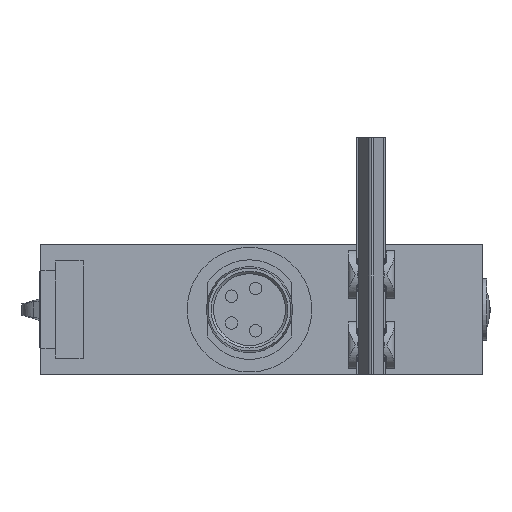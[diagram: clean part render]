
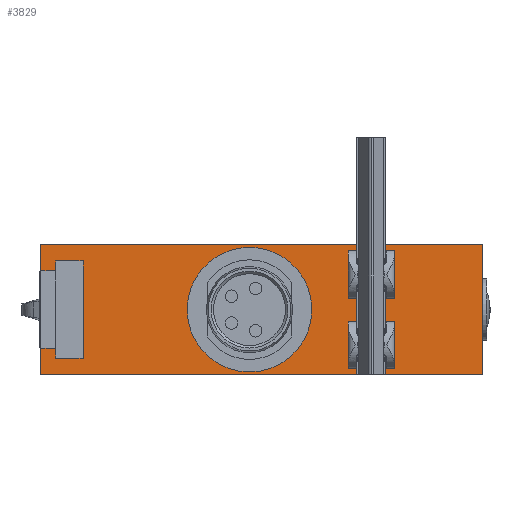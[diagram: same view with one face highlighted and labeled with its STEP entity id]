
A CAD part, front view. The second image highlights one B-rep face of the part: STEP entity #3829.
In plain terms, the highlighted planar face has unit normal (0, -1, 0).
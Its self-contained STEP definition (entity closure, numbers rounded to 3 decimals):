
#149=CIRCLE('',#4023,5.);
#417=ORIENTED_EDGE('',*,*,#982,.T.);
#418=ORIENTED_EDGE('',*,*,#1154,.F.);
#419=ORIENTED_EDGE('',*,*,#1058,.F.);
#420=ORIENTED_EDGE('',*,*,#1155,.F.);
#421=ORIENTED_EDGE('',*,*,#1156,.T.);
#422=ORIENTED_EDGE('',*,*,#1157,.T.);
#423=ORIENTED_EDGE('',*,*,#1056,.F.);
#424=ORIENTED_EDGE('',*,*,#1152,.T.);
#425=ORIENTED_EDGE('',*,*,#1085,.T.);
#426=ORIENTED_EDGE('',*,*,#1089,.T.);
#427=ORIENTED_EDGE('',*,*,#1092,.T.);
#428=ORIENTED_EDGE('',*,*,#1095,.T.);
#429=ORIENTED_EDGE('',*,*,#1098,.T.);
#430=ORIENTED_EDGE('',*,*,#1101,.T.);
#431=ORIENTED_EDGE('',*,*,#1106,.T.);
#432=ORIENTED_EDGE('',*,*,#1151,.T.);
#433=ORIENTED_EDGE('',*,*,#1158,.F.);
#434=ORIENTED_EDGE('',*,*,#1009,.F.);
#435=ORIENTED_EDGE('',*,*,#1159,.T.);
#436=ORIENTED_EDGE('',*,*,#1014,.T.);
#437=ORIENTED_EDGE('',*,*,#1035,.F.);
#438=ORIENTED_EDGE('',*,*,#1025,.F.);
#439=ORIENTED_EDGE('',*,*,#1160,.T.);
#440=ORIENTED_EDGE('',*,*,#1030,.T.);
#441=ORIENTED_EDGE('',*,*,#1161,.F.);
#442=ORIENTED_EDGE('',*,*,#1162,.T.);
#443=ORIENTED_EDGE('',*,*,#1163,.F.);
#444=ORIENTED_EDGE('',*,*,#1164,.F.);
#445=ORIENTED_EDGE('',*,*,#1165,.T.);
#446=ORIENTED_EDGE('',*,*,#1166,.T.);
#447=ORIENTED_EDGE('',*,*,#1167,.F.);
#448=ORIENTED_EDGE('',*,*,#1168,.F.);
#449=ORIENTED_EDGE('',*,*,#1040,.T.);
#982=EDGE_CURVE('',#1365,#1363,#1635,.T.);
#1009=EDGE_CURVE('',#1391,#1392,#1652,.T.);
#1014=EDGE_CURVE('',#1397,#1396,#1653,.T.);
#1025=EDGE_CURVE('',#1407,#1408,#1654,.T.);
#1030=EDGE_CURVE('',#1413,#1412,#1655,.T.);
#1035=EDGE_CURVE('',#1392,#1396,#1656,.T.);
#1040=EDGE_CURVE('',#1420,#1421,#1659,.T.);
#1056=EDGE_CURVE('',#1435,#1436,#1671,.T.);
#1058=EDGE_CURVE('',#1437,#1438,#1673,.T.);
#1085=EDGE_CURVE('',#1465,#1464,#1688,.T.);
#1089=EDGE_CURVE('',#1464,#1467,#1692,.T.);
#1092=EDGE_CURVE('',#1467,#1469,#1695,.T.);
#1095=EDGE_CURVE('',#1469,#1471,#1698,.T.);
#1098=EDGE_CURVE('',#1471,#1473,#1701,.T.);
#1101=EDGE_CURVE('',#1473,#1475,#1704,.T.);
#1106=EDGE_CURVE('',#1475,#1479,#1709,.T.);
#1151=EDGE_CURVE('',#1479,#1365,#1754,.T.);
#1152=EDGE_CURVE('',#1435,#1465,#1755,.T.);
#1154=EDGE_CURVE('',#1438,#1363,#1757,.T.);
#1155=EDGE_CURVE('',#1512,#1437,#1758,.F.);
#1156=EDGE_CURVE('',#1512,#1513,#1759,.T.);
#1157=EDGE_CURVE('',#1513,#1436,#1760,.F.);
#1158=EDGE_CURVE('',#1514,#1514,#149,.F.);
#1159=EDGE_CURVE('',#1391,#1397,#1761,.T.);
#1160=EDGE_CURVE('',#1407,#1413,#1762,.T.);
#1161=EDGE_CURVE('',#1408,#1412,#1763,.T.);
#1162=EDGE_CURVE('',#1515,#1516,#1764,.T.);
#1163=EDGE_CURVE('',#1517,#1516,#1765,.T.);
#1164=EDGE_CURVE('',#1518,#1517,#1766,.T.);
#1165=EDGE_CURVE('',#1518,#1515,#1767,.T.);
#1166=EDGE_CURVE('',#1421,#1519,#1768,.T.);
#1167=EDGE_CURVE('',#1520,#1519,#1769,.T.);
#1168=EDGE_CURVE('',#1420,#1520,#1770,.T.);
#1363=VERTEX_POINT('',#4987);
#1365=VERTEX_POINT('',#4990);
#1391=VERTEX_POINT('',#5055);
#1392=VERTEX_POINT('',#5057);
#1396=VERTEX_POINT('',#5073);
#1397=VERTEX_POINT('',#5075);
#1407=VERTEX_POINT('',#5114);
#1408=VERTEX_POINT('',#5116);
#1412=VERTEX_POINT('',#5132);
#1413=VERTEX_POINT('',#5134);
#1420=VERTEX_POINT('',#5169);
#1421=VERTEX_POINT('',#5170);
#1435=VERTEX_POINT('',#5200);
#1436=VERTEX_POINT('',#5202);
#1437=VERTEX_POINT('',#5204);
#1438=VERTEX_POINT('',#5206);
#1464=VERTEX_POINT('',#5281);
#1465=VERTEX_POINT('',#5283);
#1467=VERTEX_POINT('',#5289);
#1469=VERTEX_POINT('',#5295);
#1471=VERTEX_POINT('',#5301);
#1473=VERTEX_POINT('',#5307);
#1475=VERTEX_POINT('',#5313);
#1479=VERTEX_POINT('',#5323);
#1512=VERTEX_POINT('',#5418);
#1513=VERTEX_POINT('',#5420);
#1514=VERTEX_POINT('',#5423);
#1515=VERTEX_POINT('',#5428);
#1516=VERTEX_POINT('',#5429);
#1517=VERTEX_POINT('',#5431);
#1518=VERTEX_POINT('',#5433);
#1519=VERTEX_POINT('',#5436);
#1520=VERTEX_POINT('',#5438);
#1635=LINE('',#4989,#1889);
#1652=LINE('',#5056,#1906);
#1653=LINE('',#5074,#1907);
#1654=LINE('',#5115,#1908);
#1655=LINE('',#5133,#1909);
#1656=LINE('',#5149,#1910);
#1659=LINE('',#5168,#1913);
#1671=LINE('',#5201,#1925);
#1673=LINE('',#5205,#1927);
#1688=LINE('',#5282,#1942);
#1692=LINE('',#5290,#1946);
#1695=LINE('',#5296,#1949);
#1698=LINE('',#5302,#1952);
#1701=LINE('',#5308,#1955);
#1704=LINE('',#5314,#1958);
#1709=LINE('',#5324,#1963);
#1754=LINE('',#5411,#2008);
#1755=LINE('',#5413,#2009);
#1757=LINE('',#5416,#2011);
#1758=LINE('',#5417,#2012);
#1759=LINE('',#5419,#2013);
#1760=LINE('',#5421,#2014);
#1761=LINE('',#5424,#2015);
#1762=LINE('',#5425,#2016);
#1763=LINE('',#5426,#2017);
#1764=LINE('',#5427,#2018);
#1765=LINE('',#5430,#2019);
#1766=LINE('',#5432,#2020);
#1767=LINE('',#5434,#2021);
#1768=LINE('',#5435,#2022);
#1769=LINE('',#5437,#2023);
#1770=LINE('',#5439,#2024);
#1889=VECTOR('',#4229,1000.);
#1906=VECTOR('',#4260,1000.);
#1907=VECTOR('',#4265,1000.);
#1908=VECTOR('',#4276,1000.);
#1909=VECTOR('',#4281,1000.);
#1910=VECTOR('',#4288,1000.);
#1913=VECTOR('',#4297,1000.);
#1925=VECTOR('',#4319,1000.);
#1927=VECTOR('',#4321,1000.);
#1942=VECTOR('',#4354,1000.);
#1946=VECTOR('',#4360,1000.);
#1949=VECTOR('',#4365,1000.);
#1952=VECTOR('',#4370,1000.);
#1955=VECTOR('',#4375,1000.);
#1958=VECTOR('',#4380,1000.);
#1963=VECTOR('',#4387,1000.);
#2008=VECTOR('',#4452,1000.);
#2009=VECTOR('',#4455,1000.);
#2011=VECTOR('',#4459,1000.);
#2012=VECTOR('',#4460,1000.);
#2013=VECTOR('',#4461,1000.);
#2014=VECTOR('',#4462,1000.);
#2015=VECTOR('',#4465,1000.);
#2016=VECTOR('',#4466,1000.);
#2017=VECTOR('',#4467,1000.);
#2018=VECTOR('',#4468,1000.);
#2019=VECTOR('',#4469,1000.);
#2020=VECTOR('',#4470,1000.);
#2021=VECTOR('',#4471,1000.);
#2022=VECTOR('',#4472,1000.);
#2023=VECTOR('',#4473,1000.);
#2024=VECTOR('',#4474,1000.);
#2172=EDGE_LOOP('',(#417,#418,#419,#420,#421,#422,#423,#424,#425,#426,#427,
#428,#429,#430,#431,#432));
#2173=EDGE_LOOP('',(#433));
#2174=EDGE_LOOP('',(#434,#435,#436,#437));
#2175=EDGE_LOOP('',(#438,#439,#440,#441));
#2176=EDGE_LOOP('',(#442,#443,#444,#445));
#2177=EDGE_LOOP('',(#446,#447,#448,#449));
#2390=FACE_BOUND('',#2172,.T.);
#2391=FACE_BOUND('',#2173,.T.);
#2392=FACE_BOUND('',#2174,.T.);
#2393=FACE_BOUND('',#2175,.T.);
#2394=FACE_BOUND('',#2176,.T.);
#2395=FACE_BOUND('',#2177,.T.);
#2599=PLANE('',#4022);
#3829=ADVANCED_FACE('',(#2390,#2391,#2392,#2393,#2394,#2395),#2599,.F.);
#4022=AXIS2_PLACEMENT_3D('',#5415,#4457,#4458);
#4023=AXIS2_PLACEMENT_3D('',#5422,#4463,#4464);
#4229=DIRECTION('',(1.,0.,0.));
#4260=DIRECTION('',(-1.,0.,0.));
#4265=DIRECTION('',(-1.,0.,0.));
#4276=DIRECTION('',(-1.,0.,0.));
#4281=DIRECTION('',(-1.,0.,0.));
#4288=DIRECTION('',(0.,0.,-1.));
#4297=DIRECTION('',(0.,0.,-1.));
#4319=DIRECTION('',(1.,0.,0.));
#4321=DIRECTION('',(1.,0.,0.));
#4354=DIRECTION('',(1.,0.,0.));
#4360=DIRECTION('',(0.,0.,1.));
#4365=DIRECTION('',(1.,0.,0.));
#4370=DIRECTION('',(0.,0.,-1.));
#4375=DIRECTION('',(-1.,0.,0.));
#4380=DIRECTION('',(0.,0.,1.));
#4387=DIRECTION('',(-1.,0.,0.));
#4452=DIRECTION('',(0.,0.,-1.));
#4455=DIRECTION('',(0.,0.,-1.));
#4457=DIRECTION('',(0.,1.,0.));
#4458=DIRECTION('',(-1.,0.,0.));
#4459=DIRECTION('',(0.,0.,-1.));
#4460=DIRECTION('',(0.,0.,-1.));
#4461=DIRECTION('',(-1.,0.,0.));
#4462=DIRECTION('',(0.,0.,-1.));
#4463=DIRECTION('',(0.,1.,0.));
#4464=DIRECTION('',(-1.,0.,0.));
#4465=DIRECTION('',(0.,0.,-1.));
#4466=DIRECTION('',(0.,0.,-1.));
#4467=DIRECTION('',(0.,0.,-1.));
#4468=DIRECTION('',(-1.,0.,0.));
#4469=DIRECTION('',(0.,0.,-1.));
#4470=DIRECTION('',(-1.,0.,0.));
#4471=DIRECTION('',(0.,0.,-1.));
#4472=DIRECTION('',(-1.,0.,0.));
#4473=DIRECTION('',(0.,0.,-1.));
#4474=DIRECTION('',(-1.,0.,0.));
#4987=CARTESIAN_POINT('',(18.65,0.,-5.2));
#4989=CARTESIAN_POINT('',(-16.75,0.,-5.2));
#4990=CARTESIAN_POINT('',(-16.75,0.,-5.2));
#5055=CARTESIAN_POINT('',(8.55,0.,-0.919));
#5056=CARTESIAN_POINT('',(11.71,0.,-0.919));
#5057=CARTESIAN_POINT('',(7.9,0.,-0.919));
#5073=CARTESIAN_POINT('',(7.9,0.,-4.701));
#5074=CARTESIAN_POINT('',(11.71,0.,-4.701));
#5075=CARTESIAN_POINT('',(8.55,0.,-4.701));
#5114=CARTESIAN_POINT('',(8.55,0.,4.701));
#5115=CARTESIAN_POINT('',(11.71,0.,4.701));
#5116=CARTESIAN_POINT('',(7.9,0.,4.701));
#5132=CARTESIAN_POINT('',(7.9,0.,0.919));
#5133=CARTESIAN_POINT('',(11.71,0.,0.919));
#5134=CARTESIAN_POINT('',(8.55,0.,0.919));
#5149=CARTESIAN_POINT('',(7.9,0.,4.8));
#5168=CARTESIAN_POINT('',(11.6,0.,4.8));
#5169=CARTESIAN_POINT('',(11.6,0.,-0.919));
#5170=CARTESIAN_POINT('',(11.6,0.,-4.701));
#5200=CARTESIAN_POINT('',(-16.75,0.,5.2));
#5201=CARTESIAN_POINT('',(-16.75,0.,5.2));
#5202=CARTESIAN_POINT('',(9.158,0.,5.2));
#5204=CARTESIAN_POINT('',(10.342,0.,5.2));
#5205=CARTESIAN_POINT('',(-16.75,0.,5.2));
#5206=CARTESIAN_POINT('',(18.65,0.,5.2));
#5281=CARTESIAN_POINT('',(-15.55,0.,3.1));
#5282=CARTESIAN_POINT('',(-16.75,0.,3.1));
#5283=CARTESIAN_POINT('',(-16.75,0.,3.1));
#5289=CARTESIAN_POINT('',(-15.55,0.,3.9));
#5290=CARTESIAN_POINT('',(-15.55,0.,3.1));
#5295=CARTESIAN_POINT('',(-13.35,0.,3.9));
#5296=CARTESIAN_POINT('',(-15.55,0.,3.9));
#5301=CARTESIAN_POINT('',(-13.35,0.,-3.9));
#5302=CARTESIAN_POINT('',(-13.35,0.,3.9));
#5307=CARTESIAN_POINT('',(-15.55,0.,-3.9));
#5308=CARTESIAN_POINT('',(-13.35,0.,-3.9));
#5313=CARTESIAN_POINT('',(-15.55,0.,-3.1));
#5314=CARTESIAN_POINT('',(-15.55,0.,-3.9));
#5323=CARTESIAN_POINT('',(-16.75,0.,-3.1));
#5324=CARTESIAN_POINT('',(-15.55,0.,-3.1));
#5411=CARTESIAN_POINT('',(-16.75,0.,5.2));
#5413=CARTESIAN_POINT('',(-16.75,0.,5.2));
#5415=CARTESIAN_POINT('',(-16.75,0.,5.2));
#5416=CARTESIAN_POINT('',(18.65,0.,5.2));
#5417=CARTESIAN_POINT('',(10.342,0.,13.8));
#5418=CARTESIAN_POINT('',(10.342,0.,-5.19));
#5419=CARTESIAN_POINT('',(12.5,0.,-5.19));
#5420=CARTESIAN_POINT('',(9.158,0.,-5.19));
#5421=CARTESIAN_POINT('',(9.158,0.,13.8));
#5422=CARTESIAN_POINT('',(0.,0.,0.));
#5423=CARTESIAN_POINT('',(-5.,0.,0.));
#5424=CARTESIAN_POINT('',(8.55,0.,10.));
#5425=CARTESIAN_POINT('',(8.55,0.,10.));
#5426=CARTESIAN_POINT('',(7.9,0.,4.8));
#5427=CARTESIAN_POINT('',(11.71,0.,0.919));
#5428=CARTESIAN_POINT('',(11.6,0.,0.919));
#5429=CARTESIAN_POINT('',(10.95,0.,0.919));
#5430=CARTESIAN_POINT('',(10.95,0.,10.));
#5431=CARTESIAN_POINT('',(10.95,0.,4.701));
#5432=CARTESIAN_POINT('',(11.71,0.,4.701));
#5433=CARTESIAN_POINT('',(11.6,0.,4.701));
#5434=CARTESIAN_POINT('',(11.6,0.,4.8));
#5435=CARTESIAN_POINT('',(11.71,0.,-4.701));
#5436=CARTESIAN_POINT('',(10.95,0.,-4.701));
#5437=CARTESIAN_POINT('',(10.95,0.,10.));
#5438=CARTESIAN_POINT('',(10.95,0.,-0.919));
#5439=CARTESIAN_POINT('',(11.71,0.,-0.919));
